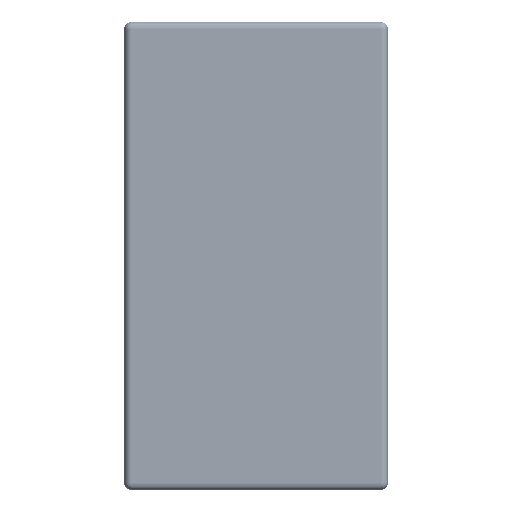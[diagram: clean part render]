
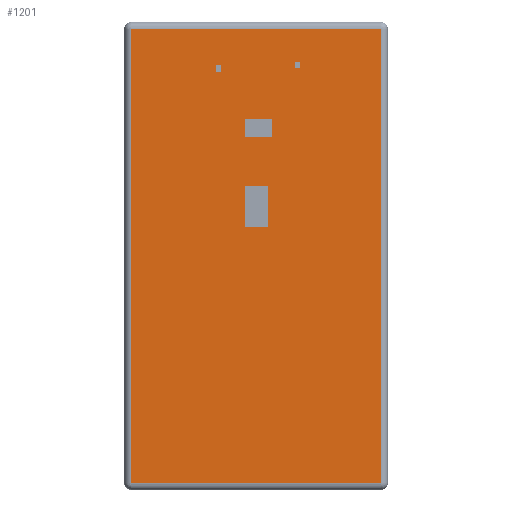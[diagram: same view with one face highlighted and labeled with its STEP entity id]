
A CAD part, front view. The second image highlights one B-rep face of the part: STEP entity #1201.
In plain terms, the highlighted planar face has unit normal (0, -1, 0).
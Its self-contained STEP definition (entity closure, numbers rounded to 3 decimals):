
#424 = VERTEX_POINT('',#425);
#425 = CARTESIAN_POINT('',(-18.64,-38.,-41.22));
#432 = EDGE_CURVE('',#424,#433,#435,.T.);
#433 = VERTEX_POINT('',#434);
#434 = CARTESIAN_POINT('',(18.,-38.,-41.22));
#435 = LINE('',#436,#437);
#436 = CARTESIAN_POINT('',(-19.64,-38.,-41.22));
#437 = VECTOR('',#438,1.);
#438 = DIRECTION('',(1.,0.,0.));
#1201 = ADVANCED_FACE('',(#1202,#1227,#1261,#1295,#1329),#1363,.F.);
#1202 = FACE_BOUND('',#1203,.F.);
#1203 = EDGE_LOOP('',(#1204,#1205,#1213,#1221));
#1204 = ORIENTED_EDGE('',*,*,#432,.F.);
#1205 = ORIENTED_EDGE('',*,*,#1206,.F.);
#1206 = EDGE_CURVE('',#1207,#424,#1209,.T.);
#1207 = VERTEX_POINT('',#1208);
#1208 = CARTESIAN_POINT('',(-18.64,-38.,25.42));
#1209 = LINE('',#1210,#1211);
#1210 = CARTESIAN_POINT('',(-18.64,-38.,26.42));
#1211 = VECTOR('',#1212,1.);
#1212 = DIRECTION('',(0.,0.,-1.));
#1213 = ORIENTED_EDGE('',*,*,#1214,.F.);
#1214 = EDGE_CURVE('',#1215,#1207,#1217,.T.);
#1215 = VERTEX_POINT('',#1216);
#1216 = CARTESIAN_POINT('',(18.,-38.,25.42));
#1217 = LINE('',#1218,#1219);
#1218 = CARTESIAN_POINT('',(19.,-38.,25.42));
#1219 = VECTOR('',#1220,1.);
#1220 = DIRECTION('',(-1.,0.,0.));
#1221 = ORIENTED_EDGE('',*,*,#1222,.F.);
#1222 = EDGE_CURVE('',#433,#1215,#1223,.T.);
#1223 = LINE('',#1224,#1225);
#1224 = CARTESIAN_POINT('',(18.,-38.,-42.22));
#1225 = VECTOR('',#1226,1.);
#1226 = DIRECTION('',(0.,0.,1.));
#1227 = FACE_BOUND('',#1228,.F.);
#1228 = EDGE_LOOP('',(#1229,#1239,#1247,#1255));
#1229 = ORIENTED_EDGE('',*,*,#1230,.T.);
#1230 = EDGE_CURVE('',#1231,#1233,#1235,.T.);
#1231 = VERTEX_POINT('',#1232);
#1232 = CARTESIAN_POINT('',(1.509,-38.,2.353));
#1233 = VERTEX_POINT('',#1234);
#1234 = CARTESIAN_POINT('',(-1.891,-38.,2.353));
#1235 = LINE('',#1236,#1237);
#1236 = CARTESIAN_POINT('',(1.509,-38.,2.353));
#1237 = VECTOR('',#1238,1.);
#1238 = DIRECTION('',(-1.,0.,0.));
#1239 = ORIENTED_EDGE('',*,*,#1240,.T.);
#1240 = EDGE_CURVE('',#1233,#1241,#1243,.T.);
#1241 = VERTEX_POINT('',#1242);
#1242 = CARTESIAN_POINT('',(-1.891,-38.,-3.647));
#1243 = LINE('',#1244,#1245);
#1244 = CARTESIAN_POINT('',(-1.891,-38.,2.353));
#1245 = VECTOR('',#1246,1.);
#1246 = DIRECTION('',(0.,0.,-1.));
#1247 = ORIENTED_EDGE('',*,*,#1248,.T.);
#1248 = EDGE_CURVE('',#1241,#1249,#1251,.T.);
#1249 = VERTEX_POINT('',#1250);
#1250 = CARTESIAN_POINT('',(1.509,-38.,-3.647));
#1251 = LINE('',#1252,#1253);
#1252 = CARTESIAN_POINT('',(-1.891,-38.,-3.647));
#1253 = VECTOR('',#1254,1.);
#1254 = DIRECTION('',(1.,0.,0.));
#1255 = ORIENTED_EDGE('',*,*,#1256,.T.);
#1256 = EDGE_CURVE('',#1249,#1231,#1257,.T.);
#1257 = LINE('',#1258,#1259);
#1258 = CARTESIAN_POINT('',(1.509,-38.,-3.647));
#1259 = VECTOR('',#1260,1.);
#1260 = DIRECTION('',(0.,0.,1.));
#1261 = FACE_BOUND('',#1262,.F.);
#1262 = EDGE_LOOP('',(#1263,#1273,#1281,#1289));
#1263 = ORIENTED_EDGE('',*,*,#1264,.T.);
#1264 = EDGE_CURVE('',#1265,#1267,#1269,.T.);
#1265 = VERTEX_POINT('',#1266);
#1266 = CARTESIAN_POINT('',(-5.434,-38.,20.056));
#1267 = VERTEX_POINT('',#1268);
#1268 = CARTESIAN_POINT('',(-6.146,-38.,20.056));
#1269 = LINE('',#1270,#1271);
#1270 = CARTESIAN_POINT('',(-5.434,-38.,20.056));
#1271 = VECTOR('',#1272,1.);
#1272 = DIRECTION('',(-1.,0.,0.));
#1273 = ORIENTED_EDGE('',*,*,#1274,.T.);
#1274 = EDGE_CURVE('',#1267,#1275,#1277,.T.);
#1275 = VERTEX_POINT('',#1276);
#1276 = CARTESIAN_POINT('',(-6.146,-38.,19.144));
#1277 = LINE('',#1278,#1279);
#1278 = CARTESIAN_POINT('',(-6.146,-38.,20.056));
#1279 = VECTOR('',#1280,1.);
#1280 = DIRECTION('',(0.,0.,-1.));
#1281 = ORIENTED_EDGE('',*,*,#1282,.T.);
#1282 = EDGE_CURVE('',#1275,#1283,#1285,.T.);
#1283 = VERTEX_POINT('',#1284);
#1284 = CARTESIAN_POINT('',(-5.434,-38.,19.144));
#1285 = LINE('',#1286,#1287);
#1286 = CARTESIAN_POINT('',(-6.146,-38.,19.144));
#1287 = VECTOR('',#1288,1.);
#1288 = DIRECTION('',(1.,0.,0.));
#1289 = ORIENTED_EDGE('',*,*,#1290,.T.);
#1290 = EDGE_CURVE('',#1283,#1265,#1291,.T.);
#1291 = LINE('',#1292,#1293);
#1292 = CARTESIAN_POINT('',(-5.434,-38.,19.144));
#1293 = VECTOR('',#1294,1.);
#1294 = DIRECTION('',(0.,0.,1.));
#1295 = FACE_BOUND('',#1296,.F.);
#1296 = EDGE_LOOP('',(#1297,#1307,#1315,#1323));
#1297 = ORIENTED_EDGE('',*,*,#1298,.T.);
#1298 = EDGE_CURVE('',#1299,#1301,#1303,.T.);
#1299 = VERTEX_POINT('',#1300);
#1300 = CARTESIAN_POINT('',(2.,-38.,12.2));
#1301 = VERTEX_POINT('',#1302);
#1302 = CARTESIAN_POINT('',(-2.,-38.,12.2));
#1303 = LINE('',#1304,#1305);
#1304 = CARTESIAN_POINT('',(2.,-38.,12.2));
#1305 = VECTOR('',#1306,1.);
#1306 = DIRECTION('',(-1.,0.,0.));
#1307 = ORIENTED_EDGE('',*,*,#1308,.T.);
#1308 = EDGE_CURVE('',#1301,#1309,#1311,.T.);
#1309 = VERTEX_POINT('',#1310);
#1310 = CARTESIAN_POINT('',(-2.,-38.,9.62));
#1311 = LINE('',#1312,#1313);
#1312 = CARTESIAN_POINT('',(-2.,-38.,12.2));
#1313 = VECTOR('',#1314,1.);
#1314 = DIRECTION('',(0.,0.,-1.));
#1315 = ORIENTED_EDGE('',*,*,#1316,.T.);
#1316 = EDGE_CURVE('',#1309,#1317,#1319,.T.);
#1317 = VERTEX_POINT('',#1318);
#1318 = CARTESIAN_POINT('',(2.,-38.,9.62));
#1319 = LINE('',#1320,#1321);
#1320 = CARTESIAN_POINT('',(-2.,-38.,9.62));
#1321 = VECTOR('',#1322,1.);
#1322 = DIRECTION('',(1.,0.,0.));
#1323 = ORIENTED_EDGE('',*,*,#1324,.T.);
#1324 = EDGE_CURVE('',#1317,#1299,#1325,.T.);
#1325 = LINE('',#1326,#1327);
#1326 = CARTESIAN_POINT('',(2.,-38.,9.62));
#1327 = VECTOR('',#1328,1.);
#1328 = DIRECTION('',(0.,0.,1.));
#1329 = FACE_BOUND('',#1330,.F.);
#1330 = EDGE_LOOP('',(#1331,#1341,#1349,#1357));
#1331 = ORIENTED_EDGE('',*,*,#1332,.T.);
#1332 = EDGE_CURVE('',#1333,#1335,#1337,.T.);
#1333 = VERTEX_POINT('',#1334);
#1334 = CARTESIAN_POINT('',(6.166,-38.,20.556));
#1335 = VERTEX_POINT('',#1336);
#1336 = CARTESIAN_POINT('',(5.454,-38.,20.556));
#1337 = LINE('',#1338,#1339);
#1338 = CARTESIAN_POINT('',(6.166,-38.,20.556));
#1339 = VECTOR('',#1340,1.);
#1340 = DIRECTION('',(-1.,0.,0.));
#1341 = ORIENTED_EDGE('',*,*,#1342,.T.);
#1342 = EDGE_CURVE('',#1335,#1343,#1345,.T.);
#1343 = VERTEX_POINT('',#1344);
#1344 = CARTESIAN_POINT('',(5.454,-38.,19.644));
#1345 = LINE('',#1346,#1347);
#1346 = CARTESIAN_POINT('',(5.454,-38.,20.556));
#1347 = VECTOR('',#1348,1.);
#1348 = DIRECTION('',(0.,0.,-1.));
#1349 = ORIENTED_EDGE('',*,*,#1350,.T.);
#1350 = EDGE_CURVE('',#1343,#1351,#1353,.T.);
#1351 = VERTEX_POINT('',#1352);
#1352 = CARTESIAN_POINT('',(6.166,-38.,19.644));
#1353 = LINE('',#1354,#1355);
#1354 = CARTESIAN_POINT('',(5.454,-38.,19.644));
#1355 = VECTOR('',#1356,1.);
#1356 = DIRECTION('',(1.,0.,0.));
#1357 = ORIENTED_EDGE('',*,*,#1358,.T.);
#1358 = EDGE_CURVE('',#1351,#1333,#1359,.T.);
#1359 = LINE('',#1360,#1361);
#1360 = CARTESIAN_POINT('',(6.166,-38.,19.644));
#1361 = VECTOR('',#1362,1.);
#1362 = DIRECTION('',(0.,0.,1.));
#1363 = PLANE('',#1364);
#1364 = AXIS2_PLACEMENT_3D('',#1365,#1366,#1367);
#1365 = CARTESIAN_POINT('',(-0.32,-38.,-7.9));
#1366 = DIRECTION('',(0.,1.,0.));
#1367 = DIRECTION('',(0.,0.,1.));
